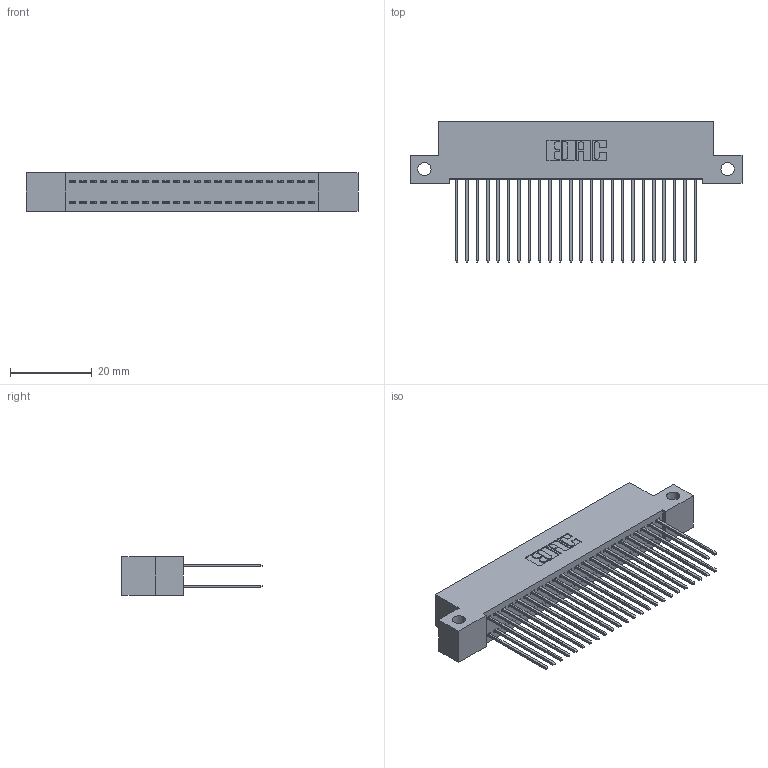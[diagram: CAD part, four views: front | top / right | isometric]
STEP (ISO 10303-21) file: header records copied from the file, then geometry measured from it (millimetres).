
FILE_DESCRIPTION (( 'STEP AP203' ), '1' );
FILE_NAME ('342-048-541-212.STEP', '2019-10-02T22:08:57', ( '' ), ( '' ), 'SwSTEP 2.0', 'SolidWorks 2016', '' );
FILE_SCHEMA (( 'CONFIG_CONTROL_DESIGN' ));
Length unit declared in the file: inch
Products named in the file (3): 342 Part_Side Mount; 345-292-001_345-293-141; 342-048-541-212
Assembly tree (49 placements, depth 2):
  342-048-541-212
    342 Part_Side Mount
    345-292-001_345-293-141  x48
Bounding box: 81.28 x 34.3 x 9.4 mm (x, y, z)
Volume: 7419.2 mm3; surface area: 12718.7 mm2
Topology: 49 solids, 49 shells, 2606 faces, 7739 edges, 5094 vertices
Faces by surface type: plane 1794, cylinder 812
Entity records: 17657 total; most frequent: CARTESIAN_POINT 2946, ORIENTED_EDGE 2882, DIRECTION 2549, EDGE_CURVE 1441, LINE 1313, VECTOR 1313, VERTEX_POINT 958, AXIS2_PLACEMENT_3D 618
